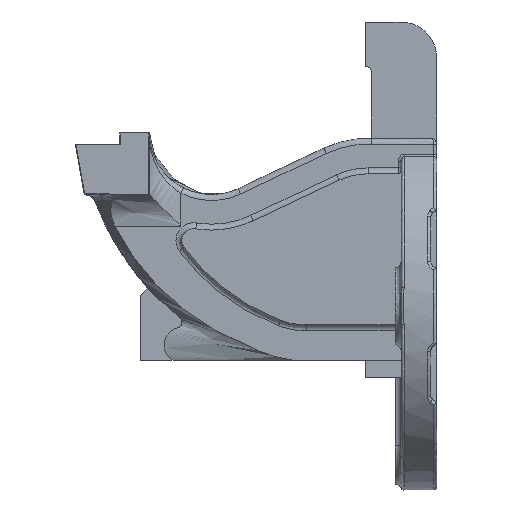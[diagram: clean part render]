
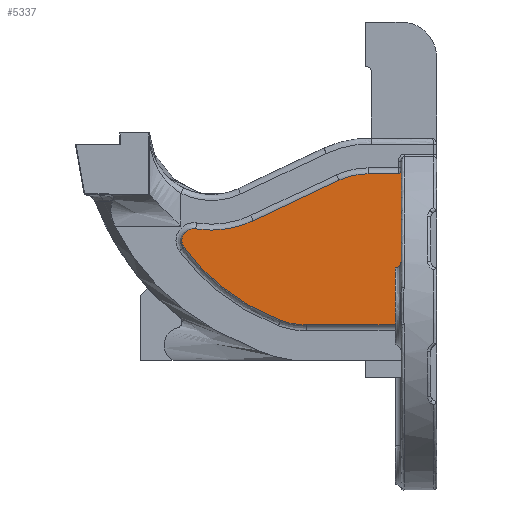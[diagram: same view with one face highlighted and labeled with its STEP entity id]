
A CAD part, left-side view. The second image highlights one B-rep face of the part: STEP entity #5337.
In plain terms, the highlighted free-form (B-spline) face has degree [1, 1] with [2, 2] control points.
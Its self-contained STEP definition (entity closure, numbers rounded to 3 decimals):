
#1068 = VERTEX_POINT('',#1069);
#1069 = CARTESIAN_POINT('',(-51.015,16.325,
    62.246));
#1075 = EDGE_CURVE('',#1068,#1076,#1078,.T.);
#1076 = VERTEX_POINT('',#1077);
#1077 = CARTESIAN_POINT('',(-51.015,16.325,
    20.406));
#1078 = B_SPLINE_CURVE_WITH_KNOTS('',1,(#1079,#1080),.UNSPECIFIED.,.F.,
  .F.,(2,2),(-1.,29.755),.PIECEWISE_BEZIER_KNOTS.);
#1079 = CARTESIAN_POINT('',(-51.015,16.325,
    62.246));
#1080 = CARTESIAN_POINT('',(-51.015,16.325,
    20.406));
#2005 = EDGE_CURVE('',#2006,#2008,#2010,.T.);
#2006 = VERTEX_POINT('',#2007);
#2007 = CARTESIAN_POINT('',(-51.015,19.046,
    17.685));
#2008 = VERTEX_POINT('',#2009);
#2009 = CARTESIAN_POINT('',(-51.015,19.046,
    -8.521));
#2010 = B_SPLINE_CURVE_WITH_KNOTS('',1,(#2011,#2012),.UNSPECIFIED.,.F.,
  .F.,(2,2),(-13.,6.264),.PIECEWISE_BEZIER_KNOTS.);
#2011 = CARTESIAN_POINT('',(-51.015,19.046,
    17.685));
#2012 = CARTESIAN_POINT('',(-51.015,19.046,
    -8.521));
#5337 = ADVANCED_FACE('',(#5338),#5415,.F.);
#5338 = FACE_BOUND('',#5339,.T.);
#5339 = EDGE_LOOP('',(#5340,#5341,#5347,#5348,#5356,#5363,#5371,#5378,
    #5386,#5394,#5402,#5410));
#5340 = ORIENTED_EDGE('',*,*,#2005,.F.);
#5341 = ORIENTED_EDGE('',*,*,#5342,.T.);
#5342 = EDGE_CURVE('',#2006,#1076,#5343,.T.);
#5343 = ( BOUNDED_CURVE() B_SPLINE_CURVE(2,(#5344,#5345,#5346),
.UNSPECIFIED.,.F.,.F.) B_SPLINE_CURVE_WITH_KNOTS((3,3),(0.,
1.571),.PIECEWISE_BEZIER_KNOTS.) CURVE() 
GEOMETRIC_REPRESENTATION_ITEM() RATIONAL_B_SPLINE_CURVE((1.,
0.707,1.)) REPRESENTATION_ITEM('') );
#5344 = CARTESIAN_POINT('',(-51.015,19.046,
    17.685));
#5345 = CARTESIAN_POINT('',(-51.015,16.325,
    17.685));
#5346 = CARTESIAN_POINT('',(-51.015,16.325,
    20.406));
#5347 = ORIENTED_EDGE('',*,*,#1075,.F.);
#5348 = ORIENTED_EDGE('',*,*,#5349,.T.);
#5349 = EDGE_CURVE('',#1068,#5350,#5352,.T.);
#5350 = VERTEX_POINT('',#5351);
#5351 = CARTESIAN_POINT('',(-51.015,17.685,
    60.885));
#5352 = ( BOUNDED_CURVE() B_SPLINE_CURVE(2,(#5353,#5354,#5355),
.UNSPECIFIED.,.F.,.F.) B_SPLINE_CURVE_WITH_KNOTS((3,3),(4.712,
6.283),.PIECEWISE_BEZIER_KNOTS.) CURVE() 
GEOMETRIC_REPRESENTATION_ITEM() RATIONAL_B_SPLINE_CURVE((1.,
0.707,1.)) REPRESENTATION_ITEM('') );
#5353 = CARTESIAN_POINT('',(-51.015,16.325,
    62.246));
#5354 = CARTESIAN_POINT('',(-51.015,16.325,
    60.885));
#5355 = CARTESIAN_POINT('',(-51.015,17.685,
    60.885));
#5356 = ORIENTED_EDGE('',*,*,#5357,.F.);
#5357 = EDGE_CURVE('',#5358,#5350,#5360,.T.);
#5358 = VERTEX_POINT('',#5359);
#5359 = CARTESIAN_POINT('',(-51.015,31.502,
    60.885));
#5360 = B_SPLINE_CURVE_WITH_KNOTS('',1,(#5361,#5362),.UNSPECIFIED.,.F.,
  .F.,(2,2),(0.,10.157),.PIECEWISE_BEZIER_KNOTS.);
#5361 = CARTESIAN_POINT('',(-51.015,31.502,
    60.885));
#5362 = CARTESIAN_POINT('',(-51.015,17.685,
    60.885));
#5363 = ORIENTED_EDGE('',*,*,#5364,.F.);
#5364 = EDGE_CURVE('',#5365,#5358,#5367,.T.);
#5365 = VERTEX_POINT('',#5366);
#5366 = CARTESIAN_POINT('',(-51.015,44.859,
    57.891));
#5367 = ( BOUNDED_CURVE() B_SPLINE_CURVE(2,(#5368,#5369,#5370),
.UNSPECIFIED.,.F.,.F.) B_SPLINE_CURVE_WITH_KNOTS((3,3),(5.842,
6.283),.PIECEWISE_BEZIER_KNOTS.) CURVE() 
GEOMETRIC_REPRESENTATION_ITEM() RATIONAL_B_SPLINE_CURVE((1.,
0.976,1.)) REPRESENTATION_ITEM('') );
#5368 = CARTESIAN_POINT('',(-51.015,44.859,
    57.891));
#5369 = CARTESIAN_POINT('',(-51.015,38.517,
    60.885));
#5370 = CARTESIAN_POINT('',(-51.015,31.502,
    60.885));
#5371 = ORIENTED_EDGE('',*,*,#5372,.F.);
#5372 = EDGE_CURVE('',#5373,#5365,#5375,.T.);
#5373 = VERTEX_POINT('',#5374);
#5374 = CARTESIAN_POINT('',(-51.015,84.226,
    39.308));
#5375 = B_SPLINE_CURVE_WITH_KNOTS('',1,(#5376,#5377),.UNSPECIFIED.,.F.,
  .F.,(2,2),(-32.,0.),.PIECEWISE_BEZIER_KNOTS.);
#5376 = CARTESIAN_POINT('',(-51.015,84.226,
    39.308));
#5377 = CARTESIAN_POINT('',(-51.015,44.859,
    57.891));
#5378 = ORIENTED_EDGE('',*,*,#5379,.F.);
#5379 = EDGE_CURVE('',#5380,#5373,#5382,.T.);
#5380 = VERTEX_POINT('',#5381);
#5381 = CARTESIAN_POINT('',(-51.015,110.671,
    35.606));
#5382 = ( BOUNDED_CURVE() B_SPLINE_CURVE(2,(#5383,#5384,#5385),
.UNSPECIFIED.,.F.,.F.) B_SPLINE_CURVE_WITH_KNOTS((3,3),(2.979,
3.583),.PIECEWISE_BEZIER_KNOTS.) CURVE() 
GEOMETRIC_REPRESENTATION_ITEM() RATIONAL_B_SPLINE_CURVE((1.,
0.955,1.)) REPRESENTATION_ITEM('') );
#5383 = CARTESIAN_POINT('',(-51.015,110.671,
    35.606));
#5384 = CARTESIAN_POINT('',(-51.015,96.872,
    33.338));
#5385 = CARTESIAN_POINT('',(-51.015,84.226,
    39.308));
#5386 = ORIENTED_EDGE('',*,*,#5387,.F.);
#5387 = EDGE_CURVE('',#5388,#5380,#5390,.T.);
#5388 = VERTEX_POINT('',#5389);
#5389 = CARTESIAN_POINT('',(-51.015,115.941,
    27.018));
#5390 = ( BOUNDED_CURVE() B_SPLINE_CURVE(2,(#5391,#5392,#5393),
.UNSPECIFIED.,.F.,.F.) B_SPLINE_CURVE_WITH_KNOTS((3,3),(4.079,
6.446),.PIECEWISE_BEZIER_KNOTS.) CURVE() 
GEOMETRIC_REPRESENTATION_ITEM() RATIONAL_B_SPLINE_CURVE((1.,
0.378,1.)) REPRESENTATION_ITEM('') );
#5391 = CARTESIAN_POINT('',(-51.015,115.941,
    27.018));
#5392 = CARTESIAN_POINT('',(-51.015,123.827,
    37.768));
#5393 = CARTESIAN_POINT('',(-51.015,110.671,
    35.606));
#5394 = ORIENTED_EDGE('',*,*,#5395,.F.);
#5395 = EDGE_CURVE('',#5396,#5388,#5398,.T.);
#5396 = VERTEX_POINT('',#5397);
#5397 = CARTESIAN_POINT('',(-51.015,71.705,
    -6.391));
#5398 = ( BOUNDED_CURVE() B_SPLINE_CURVE(2,(#5399,#5400,#5401),
.UNSPECIFIED.,.F.,.F.) B_SPLINE_CURVE_WITH_KNOTS((3,3),(3.497,
4.079),.PIECEWISE_BEZIER_KNOTS.) CURVE() 
GEOMETRIC_REPRESENTATION_ITEM() RATIONAL_B_SPLINE_CURVE((1.,
0.958,1.)) REPRESENTATION_ITEM('') );
#5399 = CARTESIAN_POINT('',(-51.015,71.705,
    -6.391));
#5400 = CARTESIAN_POINT('',(-51.015,98.827,
    3.687));
#5401 = CARTESIAN_POINT('',(-51.015,115.941,
    27.018));
#5402 = ORIENTED_EDGE('',*,*,#5403,.F.);
#5403 = EDGE_CURVE('',#5404,#5396,#5406,.T.);
#5404 = VERTEX_POINT('',#5405);
#5405 = CARTESIAN_POINT('',(-51.015,59.858,
    -8.521));
#5406 = ( BOUNDED_CURVE() B_SPLINE_CURVE(2,(#5407,#5408,#5409),
.UNSPECIFIED.,.F.,.F.) B_SPLINE_CURVE_WITH_KNOTS((3,3),(3.142,
3.497),.PIECEWISE_BEZIER_KNOTS.) CURVE() 
GEOMETRIC_REPRESENTATION_ITEM() RATIONAL_B_SPLINE_CURVE((1.,
0.984,1.)) REPRESENTATION_ITEM('') );
#5407 = CARTESIAN_POINT('',(-51.015,59.858,
    -8.521));
#5408 = CARTESIAN_POINT('',(-51.015,65.973,
    -8.521));
#5409 = CARTESIAN_POINT('',(-51.015,71.705,
    -6.391));
#5410 = ORIENTED_EDGE('',*,*,#5411,.F.);
#5411 = EDGE_CURVE('',#2008,#5404,#5412,.T.);
#5412 = B_SPLINE_CURVE_WITH_KNOTS('',1,(#5413,#5414),.UNSPECIFIED.,.F.,
  .F.,(2,2),(-30.,0.),.PIECEWISE_BEZIER_KNOTS.);
#5413 = CARTESIAN_POINT('',(-51.015,19.046,
    -8.521));
#5414 = CARTESIAN_POINT('',(-51.015,59.858,
    -8.521));
#5415 = B_SPLINE_SURFACE_WITH_KNOTS('',1,1,(
    (#5416,#5417)
    ,(#5418,#5419
    )),.UNSPECIFIED.,.F.,.F.,.F.,(2,2),(2,2),(-65.,-12.981),(
    -10.,64.),.PIECEWISE_BEZIER_KNOTS.);
#5416 = CARTESIAN_POINT('',(-51.015,116.995,
    -8.521));
#5417 = CARTESIAN_POINT('',(-51.015,16.325,
    -8.521));
#5418 = CARTESIAN_POINT('',(-51.015,116.995,
    62.246));
#5419 = CARTESIAN_POINT('',(-51.015,16.325,
    62.246));
